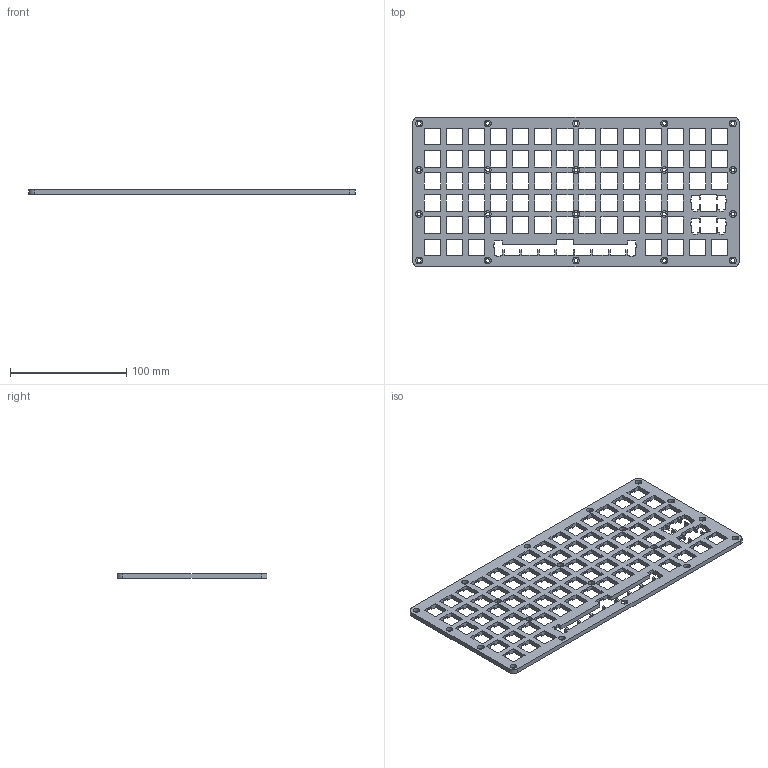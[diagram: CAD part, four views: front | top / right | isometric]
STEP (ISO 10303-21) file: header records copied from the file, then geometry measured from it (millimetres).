
FILE_DESCRIPTION (( 'STEP AP214' ), '1' );
FILE_NAME ('ACD-K76_top_plate.STEP', '2021-10-28T15:54:45', ( '' ), ( '' ), 'SwSTEP 2.0', 'SolidWorks 2021', '' );
FILE_SCHEMA (( 'AUTOMOTIVE_DESIGN' ));
Length unit declared in the file: millimetre
Products named in the file (1): ACD-K76_top_plate
Bounding box: 281 x 129 x 4 mm (x, y, z)
Volume: 74027.9 mm3; surface area: 64196.4 mm2
Topology: 1 solids, 1 shells, 1186 faces, 3478 edges, 2312 vertices
Faces by surface type: plane 1101, cylinder 85
Entity records: 39096 total; most frequent: CARTESIAN_POINT 6977, ORIENTED_EDGE 6956, DIRECTION 6024, EDGE_CURVE 3478, LINE 3306, VECTOR 3306, VERTEX_POINT 2312, EDGE_LOOP 1398
